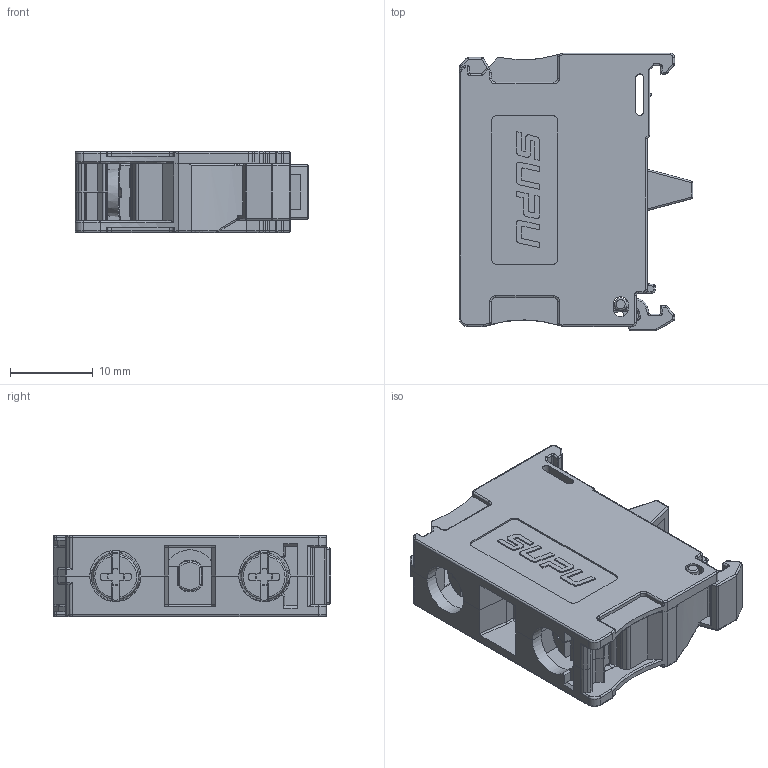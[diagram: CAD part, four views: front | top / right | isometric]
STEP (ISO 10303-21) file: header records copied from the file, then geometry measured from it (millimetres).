
FILE_DESCRIPTION(/* description */ (''),/* implementation_level */ '2;1');
FILE_NAME(/* name */ 'SP5212Z9001_asm1.stp',/* time_stamp */ '2022-08-18T08:42:32+08:00',/* author */ (''),/* organization */ (''),/* preprocessor_version */ 'ST-DEVELOPER v16.7',/* originating_system */ 'SIEMENS PLM Software NX 12.0',/* authorisation */ '');
FILE_SCHEMA (('AUTOMOTIVE_DESIGN { 1 0 10303 214 3 1 1 1 }'));
Length unit declared in the file: millimetre
Products named in the file (1): supu43F45625sayk
Bounding box: 28.2 x 33.5 x 9.8 mm (x, y, z)
Volume: 3282.8 mm3; surface area: 6220.2 mm2
Topology: 10 solids, 10 shells, 1108 faces, 2941 edges, 1826 vertices
Faces by surface type: plane 519, cylinder 410, torus 75, bspline 47, sphere 39, cone 18
Full cylindrical faces by diameter (mm): 1.5 x1, 2.9 x2, 3 x4, 3.5 x2, 4.2 x2
Entity records: 35547 total; most frequent: CARTESIAN_POINT 8084, DIRECTION 5776, ORIENTED_EDGE 5752, EDGE_CURVE 2876, AXIS2_PLACEMENT_3D 2006, VERTEX_POINT 1818, LINE 1764, VECTOR 1764
